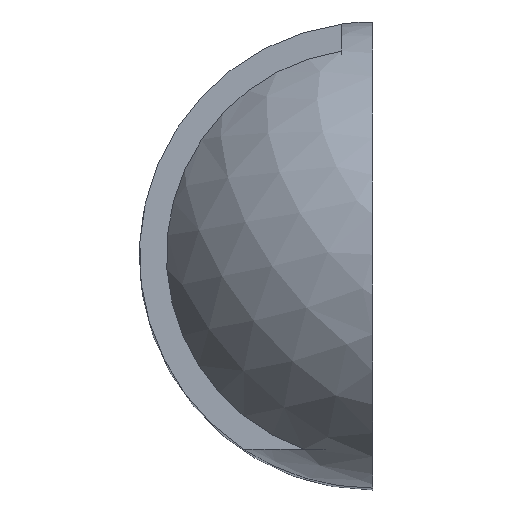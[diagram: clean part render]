
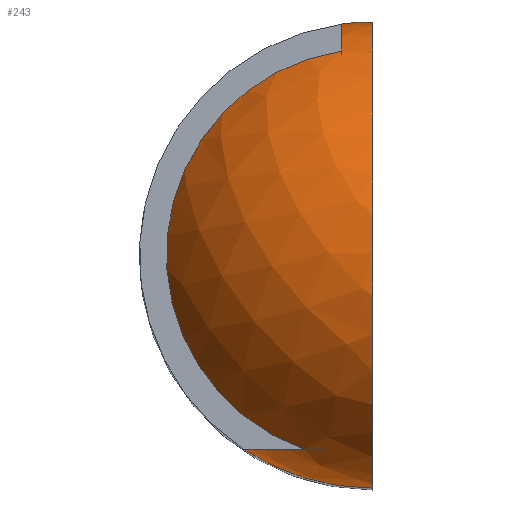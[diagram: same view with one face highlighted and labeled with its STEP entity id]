
A CAD part, top view. The second image highlights one B-rep face of the part: STEP entity #243.
In plain terms, the highlighted spherical face has radius 15 mm.
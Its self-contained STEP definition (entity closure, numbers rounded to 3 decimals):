
#22=SPHERICAL_SURFACE('',#280,15.);
#39=FACE_OUTER_BOUND('',#54,.T.);
#54=EDGE_LOOP('',(#188,#189,#190,#191,#192,#193));
#93=CIRCLE('',#275,14.866);
#94=CIRCLE('',#277,13.266);
#95=CIRCLE('',#279,8.292);
#96=CIRCLE('',#281,15.);
#97=CIRCLE('',#282,15.);
#98=CIRCLE('',#283,15.);
#114=VERTEX_POINT('',#404);
#116=VERTEX_POINT('',#408);
#117=VERTEX_POINT('',#412);
#118=VERTEX_POINT('',#416);
#119=VERTEX_POINT('',#420);
#120=VERTEX_POINT('',#422);
#142=EDGE_CURVE('',#114,#116,#93,.T.);
#143=EDGE_CURVE('',#116,#117,#94,.T.);
#146=EDGE_CURVE('',#117,#118,#95,.T.);
#147=EDGE_CURVE('',#119,#118,#96,.T.);
#148=EDGE_CURVE('',#120,#119,#97,.T.);
#149=EDGE_CURVE('',#114,#120,#98,.T.);
#188=ORIENTED_EDGE('',*,*,#146,.T.);
#189=ORIENTED_EDGE('',*,*,#147,.F.);
#190=ORIENTED_EDGE('',*,*,#148,.F.);
#191=ORIENTED_EDGE('',*,*,#149,.F.);
#192=ORIENTED_EDGE('',*,*,#142,.T.);
#193=ORIENTED_EDGE('',*,*,#143,.T.);
#243=ADVANCED_FACE('',(#39),#22,.T.);
#275=AXIS2_PLACEMENT_3D('',#410,#325,#326);
#277=AXIS2_PLACEMENT_3D('',#413,#329,#330);
#279=AXIS2_PLACEMENT_3D('',#418,#335,#336);
#280=AXIS2_PLACEMENT_3D('',#419,#337,#338);
#281=AXIS2_PLACEMENT_3D('',#421,#339,#340);
#282=AXIS2_PLACEMENT_3D('',#423,#341,#342);
#283=AXIS2_PLACEMENT_3D('',#424,#343,#344);
#325=DIRECTION('center_axis',(1.,0.,0.));
#326=DIRECTION('ref_axis',(0.,0.,1.));
#329=DIRECTION('center_axis',(0.,0.,1.));
#330=DIRECTION('ref_axis',(0.,1.,0.));
#335=DIRECTION('center_axis',(0.,-1.,0.));
#336=DIRECTION('ref_axis',(0.,0.,1.));
#337=DIRECTION('center_axis',(0.577,0.577,0.577));
#338=DIRECTION('ref_axis',(-0.707,0.,0.707));
#339=DIRECTION('center_axis',(0.,0.,-1.));
#340=DIRECTION('ref_axis',(-1.,0.,0.));
#341=DIRECTION('center_axis',(1.,0.,0.));
#342=DIRECTION('ref_axis',(0.,1.,0.));
#343=DIRECTION('center_axis',(0.,0.,-1.));
#344=DIRECTION('ref_axis',(-1.,0.,0.));
#404=CARTESIAN_POINT('',(-2.,14.866,85.));
#408=CARTESIAN_POINT('',(-2.,13.115,92.));
#410=CARTESIAN_POINT('Origin',(-2.,0.,85.));
#412=CARTESIAN_POINT('',(-4.444,-12.5,92.));
#413=CARTESIAN_POINT('Origin',(0.,0.,92.));
#416=CARTESIAN_POINT('',(-8.292,-12.5,85.));
#418=CARTESIAN_POINT('Origin',(0.,-12.5,85.));
#419=CARTESIAN_POINT('Origin',(0.,0.,85.));
#420=CARTESIAN_POINT('',(0.,-15.,85.));
#421=CARTESIAN_POINT('Origin',(0.,0.,
85.));
#422=CARTESIAN_POINT('',(0.,15.,85.));
#423=CARTESIAN_POINT('Origin',(0.,0.,85.));
#424=CARTESIAN_POINT('Origin',(0.,0.,
85.));
